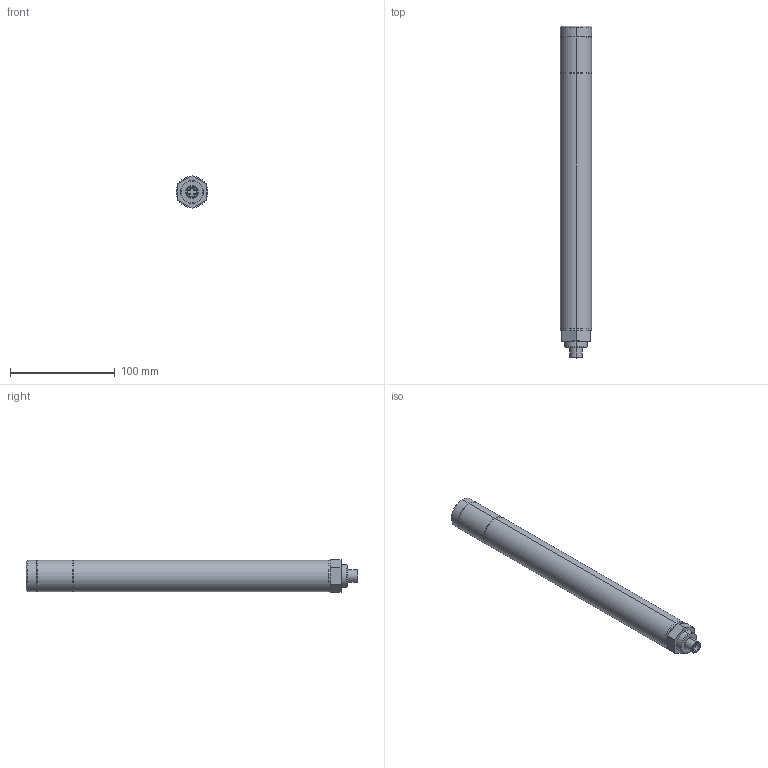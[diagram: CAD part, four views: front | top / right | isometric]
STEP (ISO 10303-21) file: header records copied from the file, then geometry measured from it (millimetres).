
FILE_DESCRIPTION (( 'STEP AP214' ), '1' );
FILE_NAME ('MP-102C-R.step', '2016-10-25T14:46:03', ( '' ), ( '' ), 'SwSTEP 2.0', 'SolidWorks 2016', '' );
FILE_SCHEMA (( 'AUTOMOTIVE_DESIGN' ));
Length unit declared in the file: millimetre
Products named in the file (1): MP-102C-R
Bounding box: 30 x 317 x 31.18 mm (x, y, z)
Volume: 203437.6 mm3; surface area: 39322.6 mm2
Topology: 10 solids, 11 shells, 98 faces, 211 edges, 132 vertices
Faces by surface type: plane 41, cylinder 35, torus 8, sphere 8, cone 6
Entity records: 2680 total; most frequent: DIRECTION 493, CARTESIAN_POINT 418, ORIENTED_EDGE 390, AXIS2_PLACEMENT_3D 199, EDGE_CURVE 195, VERTEX_POINT 124, EDGE_LOOP 109, CIRCLE 100
